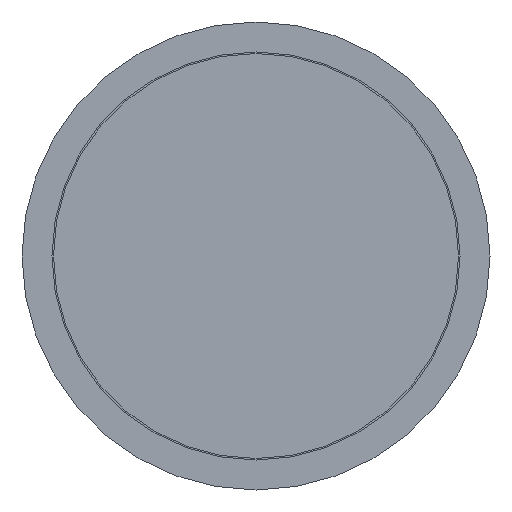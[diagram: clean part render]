
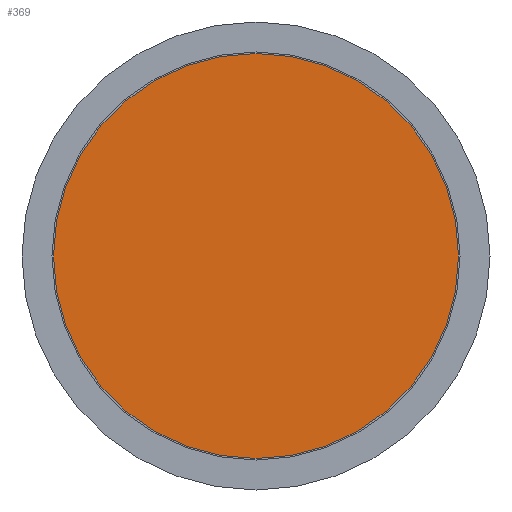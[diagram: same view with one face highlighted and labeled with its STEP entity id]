
A CAD part, front view. The second image highlights one B-rep face of the part: STEP entity #369.
In plain terms, the highlighted planar face has unit normal (0, -1, 0).
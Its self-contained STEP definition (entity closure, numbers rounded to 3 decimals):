
#54 = AXIS2_PLACEMENT_3D ( 'NONE', #280, #265, #230 ) ;
#87 = PLANE ( 'NONE',  #341 ) ;
#140 = CIRCLE ( 'NONE', #54, 33.75 ) ;
#211 = DIRECTION ( 'NONE',  ( 0., 0., 1. ) ) ;
#230 = DIRECTION ( 'NONE',  ( 0., 0., -1. ) ) ;
#238 = ORIENTED_EDGE ( 'NONE', *, *, #483, .T. ) ;
#265 = DIRECTION ( 'NONE',  ( 0., -1., 0. ) ) ;
#280 = CARTESIAN_POINT ( 'NONE',  ( 0., 0., 0. ) ) ;
#288 = VERTEX_POINT ( 'NONE', #544 ) ;
#341 = AXIS2_PLACEMENT_3D ( 'NONE', #398, #425, #211 ) ;
#369 = ADVANCED_FACE ( 'NONE', ( #522 ), #87, .F. ) ;
#381 = EDGE_LOOP ( 'NONE', ( #238 ) ) ;
#398 = CARTESIAN_POINT ( 'NONE',  ( -33.75, 0., 0. ) ) ;
#425 = DIRECTION ( 'NONE',  ( 0., 1., 0. ) ) ;
#483 = EDGE_CURVE ( 'NONE', #288, #288, #140, .T. ) ;
#522 = FACE_OUTER_BOUND ( 'NONE', #381, .T. ) ;
#544 = CARTESIAN_POINT ( 'NONE',  ( 0., 0., -33.75 ) ) ;
